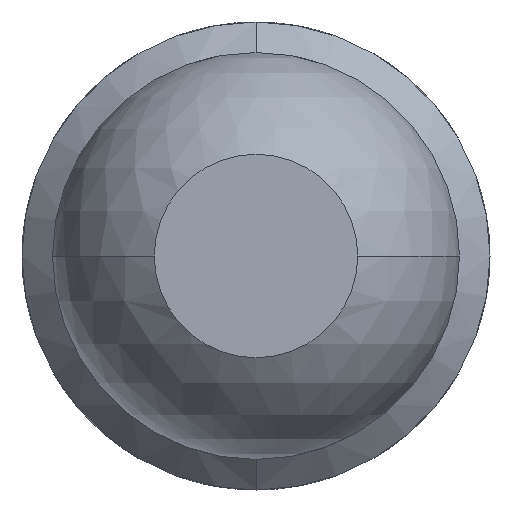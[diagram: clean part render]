
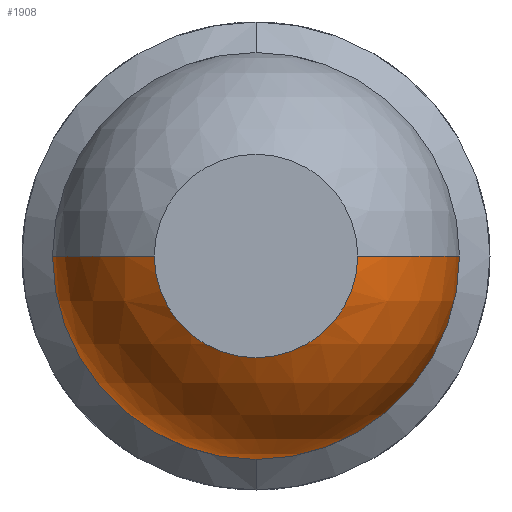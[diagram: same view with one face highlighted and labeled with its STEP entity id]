
A CAD part, front view. The second image highlights one B-rep face of the part: STEP entity #1908.
In plain terms, the highlighted spherical face has radius 0.5 mm.
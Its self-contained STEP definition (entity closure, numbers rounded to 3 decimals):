
#27 = ORIENTED_EDGE ( 'NONE', *, *, #4356, .T. ) ;
#45 = VERTEX_POINT ( 'NONE', #1882 ) ;
#79 = DIRECTION ( 'NONE',  ( -1., 0., 0. ) ) ;
#120 = CARTESIAN_POINT ( 'NONE',  ( 0., -19.567, 0. ) ) ;
#128 = VERTEX_POINT ( 'NONE', #2861 ) ;
#161 = VERTEX_POINT ( 'NONE', #4270 ) ;
#209 = VERTEX_POINT ( 'NONE', #1169 ) ;
#327 = DIRECTION ( 'NONE',  ( 0., 1., 0. ) ) ;
#409 = EDGE_CURVE ( 'NONE', #161, #45, #2427, .T. ) ;
#603 = CARTESIAN_POINT ( 'NONE',  ( 0., -19.567, 0. ) ) ;
#765 = DIRECTION ( 'NONE',  ( 0., 1., 0. ) ) ;
#816 = DIRECTION ( 'NONE',  ( 0., 0., -1. ) ) ;
#857 = EDGE_CURVE ( 'Defeature ausgef�hrt4_42+Defeature ausgef�hrt4_0+Defeature ausgef�hrt4_0+Defeature ausgef�hrt4_0', #128, #1607, #1938, .T. ) ;
#888 = DIRECTION ( 'NONE',  ( 1., 0., 0. ) ) ;
#933 = CARTESIAN_POINT ( 'NONE',  ( 0., -19.567, 0. ) ) ;
#947 = EDGE_LOOP ( 'NONE', ( #2685, #27, #2084, #3130, #3342, #2266 ) ) ;
#1169 = CARTESIAN_POINT ( 'NONE',  ( 0., -20., -0.25 ) ) ;
#1259 = AXIS2_PLACEMENT_3D ( 'NONE', #603, #1616, #2995 ) ;
#1288 = CARTESIAN_POINT ( 'NONE',  ( 0., -20., 0. ) ) ;
#1337 = EDGE_CURVE ( 'Defeature ausgef�hrt4_42+Defeature ausgef�hrt4_0+Defeature ausgef�hrt4_0+Defeature ausgef�hrt4_0', #1607, #45, #1756, .T. ) ;
#1402 = CARTESIAN_POINT ( 'NONE',  ( 0., -19.567, 0. ) ) ;
#1589 = AXIS2_PLACEMENT_3D ( 'NONE', #1288, #2666, #4010 ) ;
#1607 = VERTEX_POINT ( 'NONE', #3595 ) ;
#1616 = DIRECTION ( 'NONE',  ( 0., 0., 1. ) ) ;
#1623 = DIRECTION ( 'NONE',  ( 0., 0., -1. ) ) ;
#1655 = VERTEX_POINT ( 'NONE', #4283 ) ;
#1756 = CIRCLE ( 'NONE', #4220, 0.5 ) ;
#1882 = CARTESIAN_POINT ( 'NONE',  ( -0.5, -19.567, 0. ) ) ;
#1908 = ADVANCED_FACE ( 'Defeature ausgef�hrt4_0', ( #2966 ), #2641, .T. ) ;
#1938 = CIRCLE ( 'NONE', #3943, 0.5 ) ;
#2084 = ORIENTED_EDGE ( 'NONE', *, *, #409, .T. ) ;
#2119 = CARTESIAN_POINT ( 'NONE',  ( 0., -19.567, 0. ) ) ;
#2266 = ORIENTED_EDGE ( 'NONE', *, *, #4472, .F. ) ;
#2412 = CARTESIAN_POINT ( 'NONE',  ( 0., -20., 0. ) ) ;
#2427 = CIRCLE ( 'NONE', #3153, 0.5 ) ;
#2632 = CIRCLE ( 'NONE', #1589, 0.25 ) ;
#2641 = SPHERICAL_SURFACE ( 'NONE', #4457, 0.5 ) ;
#2666 = DIRECTION ( 'NONE',  ( 0., 1., 0. ) ) ;
#2685 = ORIENTED_EDGE ( 'NONE', *, *, #2690, .T. ) ;
#2690 = EDGE_CURVE ( 'Defeature ausgef�hrt4_0+Defeature ausgef�hrt4_45+Defeature ausgef�hrt4_45+Defeature ausgef�hrt4_45', #1655, #209, #2632, .T. ) ;
#2711 = DIRECTION ( 'NONE',  ( 0., 0., 1. ) ) ;
#2766 = DIRECTION ( 'NONE',  ( 0., 0., 1. ) ) ;
#2814 = DIRECTION ( 'NONE',  ( 0., 1., 0. ) ) ;
#2861 = CARTESIAN_POINT ( 'NONE',  ( 0.5, -19.567, 0. ) ) ;
#2966 = FACE_OUTER_BOUND ( 'NONE', #947, .T. ) ;
#2995 = DIRECTION ( 'NONE',  ( 1., 0., 0. ) ) ;
#3130 = ORIENTED_EDGE ( 'NONE', *, *, #1337, .F. ) ;
#3153 = AXIS2_PLACEMENT_3D ( 'NONE', #120, #816, #79 ) ;
#3342 = ORIENTED_EDGE ( 'NONE', *, *, #857, .F. ) ;
#3595 = CARTESIAN_POINT ( 'NONE',  ( 0., -19.567, -0.5 ) ) ;
#3918 = AXIS2_PLACEMENT_3D ( 'NONE', #2412, #327, #2711 ) ;
#3943 = AXIS2_PLACEMENT_3D ( 'NONE', #2119, #765, #4203 ) ;
#4010 = DIRECTION ( 'NONE',  ( 0., 0., 1. ) ) ;
#4203 = DIRECTION ( 'NONE',  ( 0., 0., 1. ) ) ;
#4220 = AXIS2_PLACEMENT_3D ( 'NONE', #1402, #2814, #2766 ) ;
#4270 = CARTESIAN_POINT ( 'NONE',  ( -0.25, -20., 0. ) ) ;
#4283 = CARTESIAN_POINT ( 'NONE',  ( 0.25, -20., 0. ) ) ;
#4326 = CIRCLE ( 'NONE', #1259, 0.5 ) ;
#4356 = EDGE_CURVE ( 'Defeature ausgef�hrt4_0+Defeature ausgef�hrt4_45+Defeature ausgef�hrt4_45+Defeature ausgef�hrt4_45', #209, #161, #4382, .T. ) ;
#4382 = CIRCLE ( 'NONE', #3918, 0.25 ) ;
#4457 = AXIS2_PLACEMENT_3D ( 'NONE', #933, #1623, #888 ) ;
#4472 = EDGE_CURVE ( 'NONE', #1655, #128, #4326, .T. ) ;
